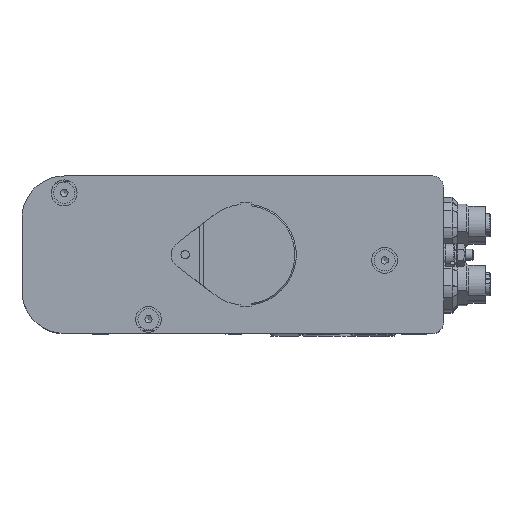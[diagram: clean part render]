
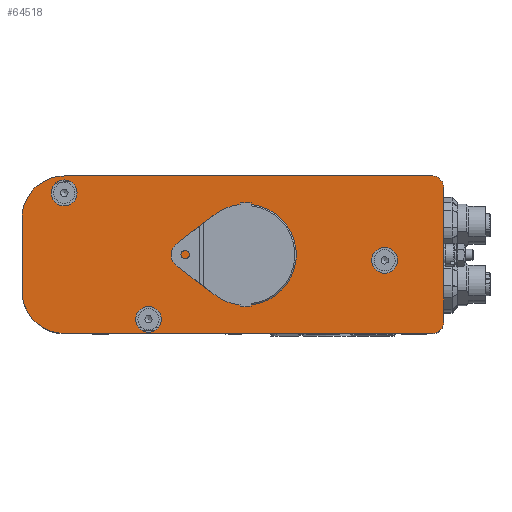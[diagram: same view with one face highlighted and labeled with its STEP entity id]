
A CAD part, top view. The second image highlights one B-rep face of the part: STEP entity #64518.
In plain terms, the highlighted planar face has unit normal (0, 0, 1).
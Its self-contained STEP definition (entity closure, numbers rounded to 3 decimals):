
#2633=FACE_BOUND('',#9149,.T.);
#2634=FACE_BOUND('',#9150,.T.);
#2635=FACE_BOUND('',#9151,.T.);
#2636=FACE_BOUND('',#9152,.T.);
#3137=PLANE('',#68462);
#5501=FACE_OUTER_BOUND('',#9148,.T.);
#9148=EDGE_LOOP('',(#43679,#43680,#43681,#43682,#43683,#43684,#43685,#43686));
#9149=EDGE_LOOP('',(#43687));
#9150=EDGE_LOOP('',(#43688));
#9151=EDGE_LOOP('',(#43689));
#9152=EDGE_LOOP('',(#43690));
#13247=LINE('',#90547,#19303);
#13248=LINE('',#90551,#19304);
#13249=LINE('',#90555,#19305);
#13250=LINE('',#90559,#19306);
#19303=VECTOR('',#74619,10.);
#19304=VECTOR('',#74622,10.);
#19305=VECTOR('',#74625,10.);
#19306=VECTOR('',#74628,10.);
#25170=CIRCLE('',#68457,16.75);
#25174=CIRCLE('',#68463,15.);
#25175=CIRCLE('',#68464,4.);
#25176=CIRCLE('',#68465,4.);
#25177=CIRCLE('',#68466,15.);
#25178=CIRCLE('',#68467,4.6);
#25179=CIRCLE('',#68468,4.6);
#25180=CIRCLE('',#68469,4.6);
#27271=VERTEX_POINT('',#90533);
#27275=VERTEX_POINT('',#90545);
#27276=VERTEX_POINT('',#90546);
#27277=VERTEX_POINT('',#90548);
#27278=VERTEX_POINT('',#90550);
#27279=VERTEX_POINT('',#90552);
#27280=VERTEX_POINT('',#90554);
#27281=VERTEX_POINT('',#90556);
#27282=VERTEX_POINT('',#90558);
#27283=VERTEX_POINT('',#90561);
#27284=VERTEX_POINT('',#90563);
#27285=VERTEX_POINT('',#90565);
#33623=EDGE_CURVE('',#27271,#27271,#25170,.T.);
#33629=EDGE_CURVE('',#27275,#27276,#13247,.T.);
#33630=EDGE_CURVE('',#27276,#27277,#25174,.T.);
#33631=EDGE_CURVE('',#27277,#27278,#13248,.T.);
#33632=EDGE_CURVE('',#27278,#27279,#25175,.T.);
#33633=EDGE_CURVE('',#27279,#27280,#13249,.T.);
#33634=EDGE_CURVE('',#27280,#27281,#25176,.T.);
#33635=EDGE_CURVE('',#27281,#27282,#13250,.T.);
#33636=EDGE_CURVE('',#27282,#27275,#25177,.T.);
#33637=EDGE_CURVE('',#27283,#27283,#25178,.T.);
#33638=EDGE_CURVE('',#27284,#27284,#25179,.T.);
#33639=EDGE_CURVE('',#27285,#27285,#25180,.T.);
#43679=ORIENTED_EDGE('',*,*,#33629,.T.);
#43680=ORIENTED_EDGE('',*,*,#33630,.T.);
#43681=ORIENTED_EDGE('',*,*,#33631,.T.);
#43682=ORIENTED_EDGE('',*,*,#33632,.T.);
#43683=ORIENTED_EDGE('',*,*,#33633,.T.);
#43684=ORIENTED_EDGE('',*,*,#33634,.T.);
#43685=ORIENTED_EDGE('',*,*,#33635,.T.);
#43686=ORIENTED_EDGE('',*,*,#33636,.T.);
#43687=ORIENTED_EDGE('',*,*,#33637,.T.);
#43688=ORIENTED_EDGE('',*,*,#33638,.T.);
#43689=ORIENTED_EDGE('',*,*,#33639,.T.);
#43690=ORIENTED_EDGE('',*,*,#33623,.F.);
#64518=ADVANCED_FACE('',(#5501,#2633,#2634,#2635,#2636),#3137,.F.);
#68457=AXIS2_PLACEMENT_3D('',#90534,#74605,#74606);
#68462=AXIS2_PLACEMENT_3D('',#90544,#74617,#74618);
#68463=AXIS2_PLACEMENT_3D('',#90549,#74620,#74621);
#68464=AXIS2_PLACEMENT_3D('',#90553,#74623,#74624);
#68465=AXIS2_PLACEMENT_3D('',#90557,#74626,#74627);
#68466=AXIS2_PLACEMENT_3D('',#90560,#74629,#74630);
#68467=AXIS2_PLACEMENT_3D('',#90562,#74631,#74632);
#68468=AXIS2_PLACEMENT_3D('',#90564,#74633,#74634);
#68469=AXIS2_PLACEMENT_3D('',#90566,#74635,#74636);
#74605=DIRECTION('center_axis',(0.,0.,
1.));
#74606=DIRECTION('ref_axis',(0.,-1.,0.));
#74617=DIRECTION('center_axis',(0.,0.,
-1.));
#74618=DIRECTION('ref_axis',(0.,-1.,0.));
#74619=DIRECTION('',(0.,-1.,0.));
#74620=DIRECTION('center_axis',(0.,0.,
1.));
#74621=DIRECTION('ref_axis',(0.,1.,0.));
#74622=DIRECTION('',(1.,0.,0.));
#74623=DIRECTION('center_axis',(0.,0.,
1.));
#74624=DIRECTION('ref_axis',(-1.,0.,0.));
#74625=DIRECTION('',(0.,1.,0.));
#74626=DIRECTION('center_axis',(0.,0.,
1.));
#74627=DIRECTION('ref_axis',(0.,-1.,0.));
#74628=DIRECTION('',(-1.,0.,0.));
#74629=DIRECTION('center_axis',(0.,0.,
1.));
#74630=DIRECTION('ref_axis',(1.,0.,0.));
#74631=DIRECTION('center_axis',(0.,0.,
-1.));
#74632=DIRECTION('ref_axis',(0.,1.,0.));
#74633=DIRECTION('center_axis',(0.,0.,
-1.));
#74634=DIRECTION('ref_axis',(0.,1.,0.));
#74635=DIRECTION('center_axis',(0.,0.,
-1.));
#74636=DIRECTION('ref_axis',(0.,1.,0.));
#90533=CARTESIAN_POINT('',(79.56,44.75,83.));
#90534=CARTESIAN_POINT('Origin',(79.56,28.,83.));
#90544=CARTESIAN_POINT('Origin',(76.887,28.,83.));
#90545=CARTESIAN_POINT('',(0.,41.,83.));
#90546=CARTESIAN_POINT('',(0.,15.,83.));
#90547=CARTESIAN_POINT('',(0.,41.,83.));
#90548=CARTESIAN_POINT('',(15.,0.,83.));
#90549=CARTESIAN_POINT('Origin',(15.,15.,83.));
#90550=CARTESIAN_POINT('',(146.,0.,83.));
#90551=CARTESIAN_POINT('',(15.,0.,83.));
#90552=CARTESIAN_POINT('',(150.,4.,83.));
#90553=CARTESIAN_POINT('Origin',(146.,4.,83.));
#90554=CARTESIAN_POINT('',(150.,52.,83.));
#90555=CARTESIAN_POINT('',(150.,4.,83.));
#90556=CARTESIAN_POINT('',(146.,56.,83.));
#90557=CARTESIAN_POINT('Origin',(146.,52.,83.));
#90558=CARTESIAN_POINT('',(15.,56.,83.));
#90559=CARTESIAN_POINT('',(146.,56.,83.));
#90560=CARTESIAN_POINT('Origin',(15.,41.,83.));
#90561=CARTESIAN_POINT('',(129.,21.4,83.));
#90562=CARTESIAN_POINT('Origin',(129.,26.,83.));
#90563=CARTESIAN_POINT('',(15.,45.4,83.));
#90564=CARTESIAN_POINT('Origin',(15.,50.,83.));
#90565=CARTESIAN_POINT('',(45.,0.4,83.));
#90566=CARTESIAN_POINT('Origin',(45.,5.,83.));
